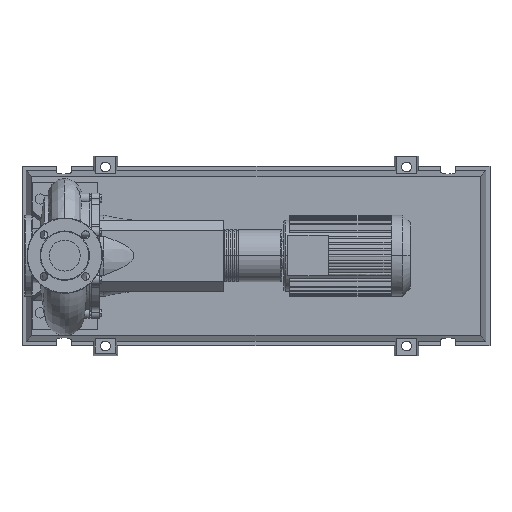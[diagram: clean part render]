
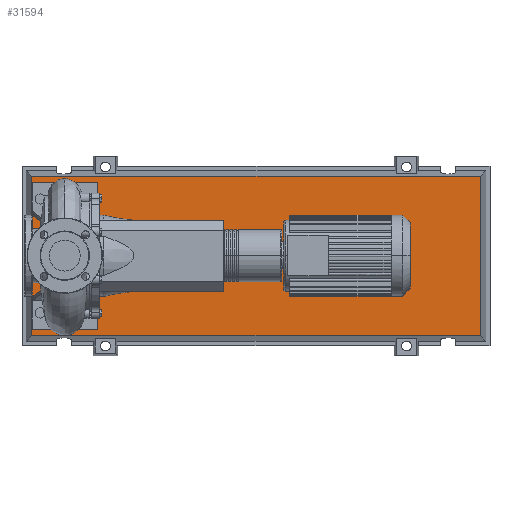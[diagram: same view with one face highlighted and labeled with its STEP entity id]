
A CAD part, top view. The second image highlights one B-rep face of the part: STEP entity #31594.
In plain terms, the highlighted planar face has unit normal (0, 0, 1).
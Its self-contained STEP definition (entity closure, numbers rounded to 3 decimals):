
#31275=CARTESIAN_POINT('',(1020.471,-195.471,103.0));
#31276=VERTEX_POINT('',#31275);
#31283=CARTESIAN_POINT('',(-80.471,-195.471,103.0));
#31284=VERTEX_POINT('',#31283);
#31285=CARTESIAN_POINT('',(1020.471,-195.471,103.0));
#31286=DIRECTION('',(-1.0,0.0,0.0));
#31287=VECTOR('',#31286,1100.941);
#31288=LINE('',#31285,#31287);
#31289=EDGE_CURVE('',#31276,#31284,#31288,.T.);
#31507=CARTESIAN_POINT('',(1020.471,195.471,103.0));
#31508=VERTEX_POINT('',#31507);
#31509=CARTESIAN_POINT('',(1020.471,195.471,103.0));
#31510=DIRECTION('',(0.0,-1.0,0.0));
#31511=VECTOR('',#31510,390.941);
#31512=LINE('',#31509,#31511);
#31513=EDGE_CURVE('',#31508,#31276,#31512,.T.);
#31531=CARTESIAN_POINT('',(-80.471,195.471,103.0));
#31532=VERTEX_POINT('',#31531);
#31533=CARTESIAN_POINT('',(-80.471,-195.471,103.0));
#31534=DIRECTION('',(0.0,1.0,0.0));
#31535=VECTOR('',#31534,390.941);
#31536=LINE('',#31533,#31535);
#31537=EDGE_CURVE('',#31284,#31532,#31536,.T.);
#31570=CARTESIAN_POINT('',(-80.471,195.471,103.0));
#31571=DIRECTION('',(1.0,0.0,0.0));
#31572=VECTOR('',#31571,1100.941);
#31573=LINE('',#31570,#31572);
#31574=EDGE_CURVE('',#31532,#31508,#31573,.T.);
#31583=CARTESIAN_POINT('',(470.,0.,103.0));
#31584=DIRECTION('',(0.0,0.0,1.0));
#31585=DIRECTION('',(1.0,0.0,0.0));
#31586=AXIS2_PLACEMENT_3D('',#31583,#31584,#31585);
#31587=PLANE('',#31586);
#31588=ORIENTED_EDGE('',*,*,#31513,.F.);
#31589=ORIENTED_EDGE('',*,*,#31574,.F.);
#31590=ORIENTED_EDGE('',*,*,#31537,.F.);
#31591=ORIENTED_EDGE('',*,*,#31289,.F.);
#31592=EDGE_LOOP('',(#31588,#31589,#31590,#31591));
#31593=FACE_OUTER_BOUND('',#31592,.T.);
#31594=ADVANCED_FACE('',(#31593),#31587,.T.);
